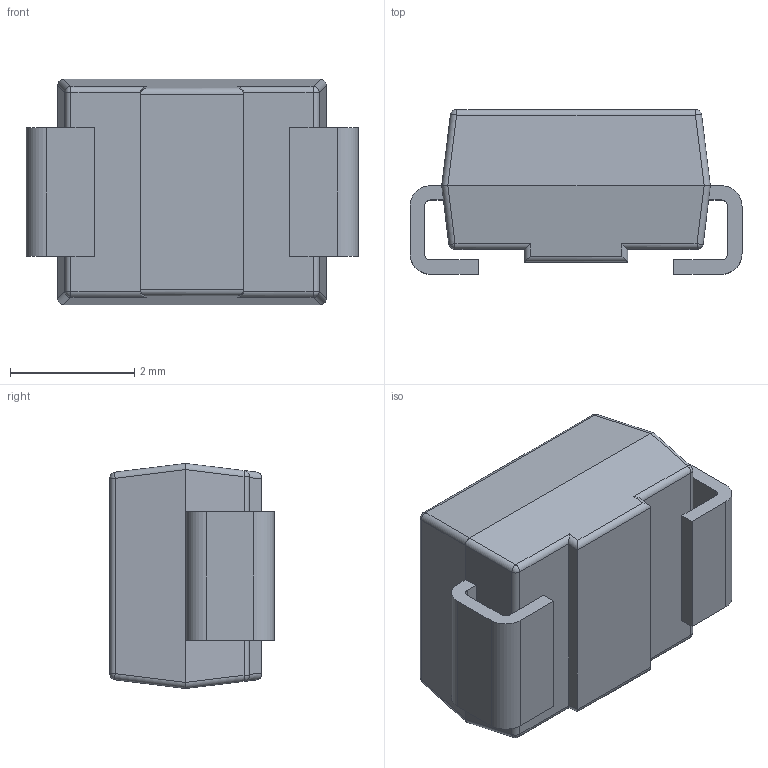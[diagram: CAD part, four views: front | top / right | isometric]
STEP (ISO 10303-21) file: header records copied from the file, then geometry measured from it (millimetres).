
FILE_DESCRIPTION (( 'STEP AP214' ), '1' );
FILE_NAME ('DO-214AA.STEP', '2024-10-21T17:26:42', ( '' ), ( '' ), 'SwSTEP 2.0', 'SolidWorks 2021', '' );
FILE_SCHEMA (( 'AUTOMOTIVE_DESIGN' ));
Length unit declared in the file: millimetre
Products named in the file (1): DO-214AA
Bounding box: 5.34 x 2.65 x 3.62 mm (x, y, z)
Volume: 36.2 mm3; surface area: 88.9 mm2
Topology: 4 solids, 4 shells, 86 faces, 198 edges, 120 vertices
Faces by surface type: plane 46, cylinder 32, sphere 8
Entity records: 2435 total; most frequent: CARTESIAN_POINT 465, ORIENTED_EDGE 396, DIRECTION 392, EDGE_CURVE 198, LINE 138, VECTOR 138, AXIS2_PLACEMENT_3D 127, VERTEX_POINT 120
